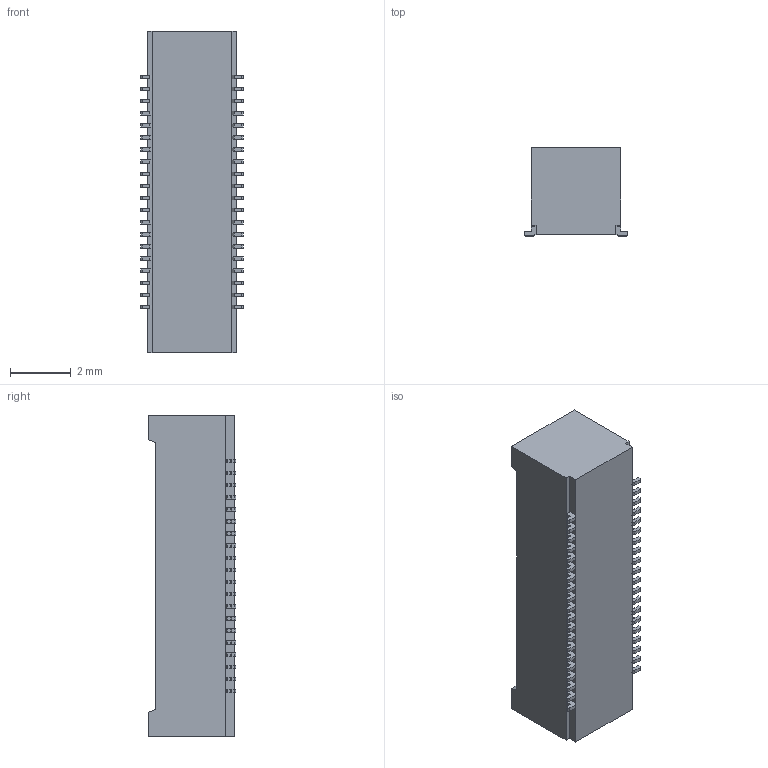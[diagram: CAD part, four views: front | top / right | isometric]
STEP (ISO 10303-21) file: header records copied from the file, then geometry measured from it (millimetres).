
FILE_DESCRIPTION(('CoCreate Modeling STEP Export'),'2;1');
FILE_NAME('DF40HC(3.0)-40DS-0.4V.stp','2014-10-31T12:50:27',(''),(''),'CoCreate Modeling STEP processor for AP214 (Solid Model)','CoCreate Modeling 17.0 01-Apr-2010 (C) Parametric Technology GmbH','');
FILE_SCHEMA(('AUTOMOTIVE_DESIGN { 1 0 10303 214 1 1 1 1 }'));
Length unit declared in the file: millimetre
Products named in the file (1): DF40HC(3.0)-40DS-0.4V
Bounding box: 3.38 x 2.9 x 10.6 mm (x, y, z)
Volume: 69.2 mm3; surface area: 197.6 mm2
Topology: 1 solids, 1 shells, 815 faces, 2224 edges, 1492 vertices
Faces by surface type: plane 575, cylinder 240
Entity records: 25248 total; most frequent: CARTESIAN_POINT 4992, ORIENTED_EDGE 4448, DIRECTION 3884, EDGE_CURVE 2224, VECTOR 1692, LINE 1692, VERTEX_POINT 1492, AXIS2_PLACEMENT_3D 1096
